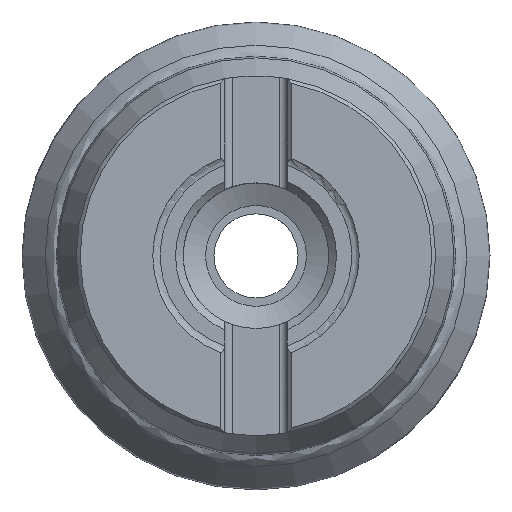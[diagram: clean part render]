
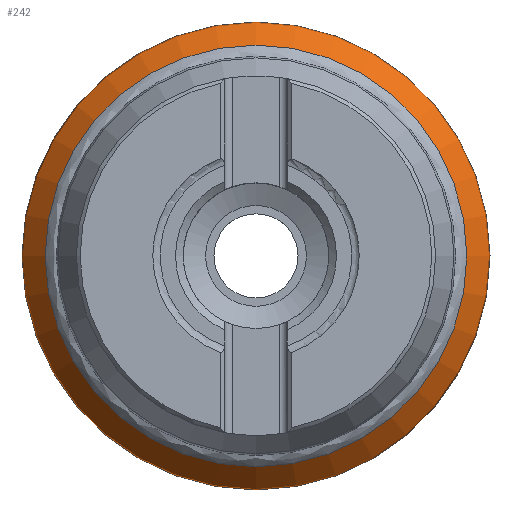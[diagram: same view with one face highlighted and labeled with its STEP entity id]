
A CAD part, top view. The second image highlights one B-rep face of the part: STEP entity #242.
In plain terms, the highlighted face is a revolution surface.
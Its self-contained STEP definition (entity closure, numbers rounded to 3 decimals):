
#242=ADVANCED_FACE('',(#352,#353),#300,.T.);
#300=SURFACE_OF_REVOLUTION('',#316,#308);
#308=AXIS1_PLACEMENT('',#1540,#1148);
#316=B_SPLINE_CURVE_WITH_KNOTS('',3,(#1528,#1529,#1530,#1531,#1532,#1533,
#1534,#1535,#1536,#1537,#1538,#1539),.UNSPECIFIED.,.F.,.F.,(4,2,2,2,2,4),
(0.,0.004,0.699,0.764,0.996,
1.),.UNSPECIFIED.);
#352=FACE_BOUND('',#420,.T.);
#353=FACE_BOUND('',#421,.T.);
#420=EDGE_LOOP('',(#512));
#421=EDGE_LOOP('',(#513));
#512=ORIENTED_EDGE('',*,*,#766,.F.);
#513=ORIENTED_EDGE('',*,*,#772,.T.);
#693=VERTEX_POINT('',#1390);
#699=VERTEX_POINT('',#1506);
#766=EDGE_CURVE('',#693,#693,#863,.T.);
#772=EDGE_CURVE('',#699,#699,#869,.T.);
#863=CIRCLE('',#1011,30.6);
#869=CIRCLE('',#1017,27.572);
#1011=AXIS2_PLACEMENT_3D('',#1389,#1127,#1128);
#1017=AXIS2_PLACEMENT_3D('',#1505,#1145,#1146);
#1127=DIRECTION('',(0.,0.,-1.));
#1128=DIRECTION('',(-1.,0.,0.));
#1145=DIRECTION('',(0.,0.,-1.));
#1146=DIRECTION('',(-1.,0.,0.));
#1148=DIRECTION('',(0.,0.,-1.));
#1389=CARTESIAN_POINT('',(0.,0.,-31.197));
#1390=CARTESIAN_POINT('',(-30.6,0.,-31.197));
#1505=CARTESIAN_POINT('',(0.,0.,-25.933));
#1506=CARTESIAN_POINT('',(-27.572,0.,-25.933));
#1528=CARTESIAN_POINT('',(0.,27.572,-25.933));
#1529=CARTESIAN_POINT('',(0.,27.578,-25.939));
#1530=CARTESIAN_POINT('',(0.,27.584,-25.946));
#1531=CARTESIAN_POINT('',(0.,28.544,-27.076));
#1532=CARTESIAN_POINT('',(0.,29.5,-28.198));
#1533=CARTESIAN_POINT('',(0.,30.547,-29.422));
#1534=CARTESIAN_POINT('',(0.,30.598,-29.555));
#1535=CARTESIAN_POINT('',(0.,30.607,-30.184));
#1536=CARTESIAN_POINT('',(0.,30.608,-30.677));
#1537=CARTESIAN_POINT('',(0.,30.6,-31.179));
#1538=CARTESIAN_POINT('',(0.,30.6,-31.188));
#1539=CARTESIAN_POINT('',(0.,30.6,-31.197));
#1540=CARTESIAN_POINT('',(0.,0.,0.));
